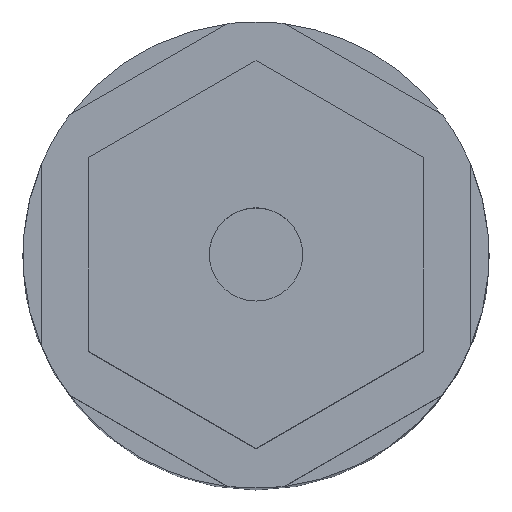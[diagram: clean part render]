
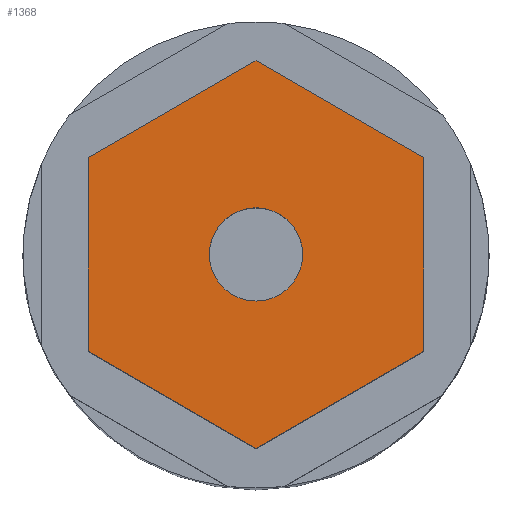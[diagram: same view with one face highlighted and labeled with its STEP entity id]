
A CAD part, top view. The second image highlights one B-rep face of the part: STEP entity #1368.
In plain terms, the highlighted planar face has unit normal (0, 0, 1).
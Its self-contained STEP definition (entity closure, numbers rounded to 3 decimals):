
#3 = DIRECTION ( 'NONE',  ( -0.866, -0.5, 0. ) ) ;
#5 = CARTESIAN_POINT ( 'NONE',  ( 5., 0., 0. ) ) ;
#8 = CARTESIAN_POINT ( 'NONE',  ( 0., -20.785, 0. ) ) ;
#42 = CARTESIAN_POINT ( 'NONE',  ( 18., 10.392, 0. ) ) ;
#52 = EDGE_CURVE ( 'NONE', #1413, #1223, #475, .T. ) ;
#53 = DIRECTION ( 'NONE',  ( 1., 0., 0. ) ) ;
#120 = CARTESIAN_POINT ( 'NONE',  ( 0., 20.785, 0. ) ) ;
#187 = CARTESIAN_POINT ( 'NONE',  ( 0., -20.785, 0. ) ) ;
#188 = ORIENTED_EDGE ( 'NONE', *, *, #483, .F. ) ;
#193 = VERTEX_POINT ( 'NONE', #5 ) ;
#220 = LINE ( 'NONE', #8, #1556 ) ;
#253 = VECTOR ( 'NONE', #942, 1000. ) ;
#268 = CARTESIAN_POINT ( 'NONE',  ( 0., 0., 0. ) ) ;
#270 = EDGE_CURVE ( 'NONE', #1154, #345, #1561, .T. ) ;
#301 = VERTEX_POINT ( 'NONE', #716 ) ;
#309 = PLANE ( 'NONE',  #1373 ) ;
#340 = CARTESIAN_POINT ( 'NONE',  ( 18., 10.392, 0. ) ) ;
#345 = VERTEX_POINT ( 'NONE', #495 ) ;
#408 = EDGE_CURVE ( 'NONE', #510, #193, #850, .T. ) ;
#458 = ORIENTED_EDGE ( 'NONE', *, *, #408, .F. ) ;
#469 = DIRECTION ( 'NONE',  ( 0.866, 0.5, 0. ) ) ;
#475 = LINE ( 'NONE', #943, #1325 ) ;
#479 = LINE ( 'NONE', #340, #253 ) ;
#483 = EDGE_CURVE ( 'NONE', #193, #510, #876, .T. ) ;
#495 = CARTESIAN_POINT ( 'NONE',  ( -18., -10.392, 0. ) ) ;
#510 = VERTEX_POINT ( 'NONE', #752 ) ;
#572 = VERTEX_POINT ( 'NONE', #1418 ) ;
#577 = EDGE_CURVE ( 'NONE', #1413, #1154, #1323, .T. ) ;
#650 = CARTESIAN_POINT ( 'NONE',  ( -18., 10.392, 0. ) ) ;
#676 = EDGE_LOOP ( 'NONE', ( #188, #458 ) ) ;
#716 = CARTESIAN_POINT ( 'NONE',  ( 18., -10.392, 0. ) ) ;
#745 = DIRECTION ( 'NONE',  ( 1., 0., 0. ) ) ;
#752 = CARTESIAN_POINT ( 'NONE',  ( -5., 0., 0. ) ) ;
#763 = EDGE_LOOP ( 'NONE', ( #1038, #1016, #1105, #1181, #1095, #909 ) ) ;
#811 = CARTESIAN_POINT ( 'NONE',  ( 0., 20.785, 0. ) ) ;
#850 = CIRCLE ( 'NONE', #901, 5. ) ;
#876 = CIRCLE ( 'NONE', #1062, 5. ) ;
#879 = EDGE_CURVE ( 'NONE', #572, #301, #220, .T. ) ;
#901 = AXIS2_PLACEMENT_3D ( 'NONE', #268, #1377, #745 ) ;
#909 = ORIENTED_EDGE ( 'NONE', *, *, #52, .F. ) ;
#917 = EDGE_CURVE ( 'NONE', #1223, #301, #479, .T. ) ;
#918 = DIRECTION ( 'NONE',  ( 0., 0., 1. ) ) ;
#925 = FACE_BOUND ( 'NONE', #676, .T. ) ;
#942 = DIRECTION ( 'NONE',  ( 0., -1., 0. ) ) ;
#943 = CARTESIAN_POINT ( 'NONE',  ( 0., 20.785, 0. ) ) ;
#978 = DIRECTION ( 'NONE',  ( -0.866, 0.5, 0. ) ) ;
#1011 = LINE ( 'NONE', #187, #1169 ) ;
#1016 = ORIENTED_EDGE ( 'NONE', *, *, #270, .T. ) ;
#1038 = ORIENTED_EDGE ( 'NONE', *, *, #577, .T. ) ;
#1062 = AXIS2_PLACEMENT_3D ( 'NONE', #1369, #1384, #53 ) ;
#1079 = DIRECTION ( 'NONE',  ( 0., -1., 0. ) ) ;
#1095 = ORIENTED_EDGE ( 'NONE', *, *, #917, .F. ) ;
#1105 = ORIENTED_EDGE ( 'NONE', *, *, #1142, .F. ) ;
#1107 = VECTOR ( 'NONE', #1079, 1000. ) ;
#1142 = EDGE_CURVE ( 'NONE', #572, #345, #1011, .T. ) ;
#1154 = VERTEX_POINT ( 'NONE', #650 ) ;
#1169 = VECTOR ( 'NONE', #978, 1000. ) ;
#1181 = ORIENTED_EDGE ( 'NONE', *, *, #879, .T. ) ;
#1223 = VERTEX_POINT ( 'NONE', #42 ) ;
#1273 = VECTOR ( 'NONE', #3, 1000. ) ;
#1323 = LINE ( 'NONE', #120, #1273 ) ;
#1325 = VECTOR ( 'NONE', #1466, 1000. ) ;
#1368 = ADVANCED_FACE ( 'NONE', ( #925, #1426 ), #309, .T. ) ;
#1369 = CARTESIAN_POINT ( 'NONE',  ( 0., 0., 0. ) ) ;
#1373 = AXIS2_PLACEMENT_3D ( 'NONE', #811, #918, #1547 ) ;
#1377 = DIRECTION ( 'NONE',  ( 0., 0., 1. ) ) ;
#1384 = DIRECTION ( 'NONE',  ( 0., 0., 1. ) ) ;
#1413 = VERTEX_POINT ( 'NONE', #1436 ) ;
#1418 = CARTESIAN_POINT ( 'NONE',  ( 0., -20.785, 0. ) ) ;
#1426 = FACE_OUTER_BOUND ( 'NONE', #763, .T. ) ;
#1436 = CARTESIAN_POINT ( 'NONE',  ( 0., 20.785, 0. ) ) ;
#1446 = CARTESIAN_POINT ( 'NONE',  ( -18., 10.392, 0. ) ) ;
#1466 = DIRECTION ( 'NONE',  ( 0.866, -0.5, 0. ) ) ;
#1547 = DIRECTION ( 'NONE',  ( 1., 0., 0. ) ) ;
#1556 = VECTOR ( 'NONE', #469, 1000. ) ;
#1561 = LINE ( 'NONE', #1446, #1107 ) ;
